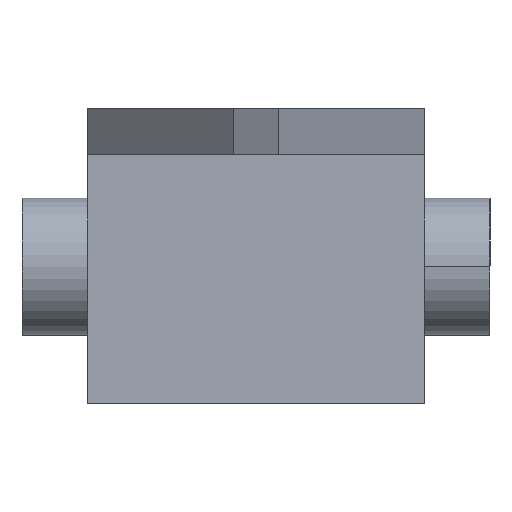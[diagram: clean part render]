
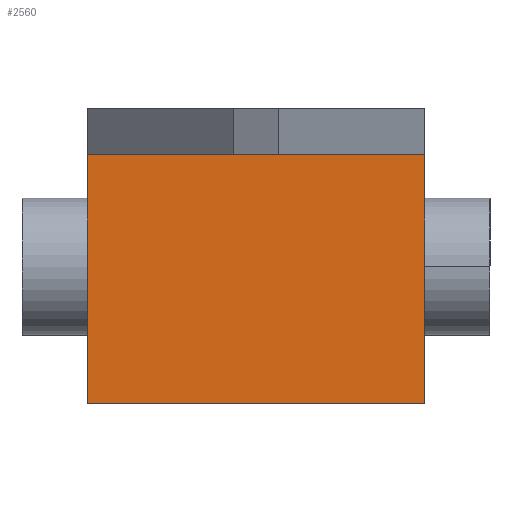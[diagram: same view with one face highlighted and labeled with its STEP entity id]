
A CAD part, left-side view. The second image highlights one B-rep face of the part: STEP entity #2560.
In plain terms, the highlighted planar face has unit normal (-1, 0, 0).
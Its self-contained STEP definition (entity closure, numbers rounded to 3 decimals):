
#53 = EDGE_LOOP ( 'NONE', ( #2419, #124, #907, #1810 ) ) ;
#124 = ORIENTED_EDGE ( 'NONE', *, *, #422, .F. ) ;
#142 = DIRECTION ( 'NONE',  ( 0., -1., 0. ) ) ;
#217 = PLANE ( 'NONE',  #2153 ) ;
#234 = CARTESIAN_POINT ( 'NONE',  ( 0., 0., 10.7 ) ) ;
#257 = LINE ( 'NONE', #2021, #2479 ) ;
#335 = EDGE_CURVE ( 'NONE', #1592, #798, #1797, .T. ) ;
#375 = FACE_OUTER_BOUND ( 'NONE', #53, .T. ) ;
#417 = DIRECTION ( 'NONE',  ( 0., -1., 0. ) ) ;
#422 = EDGE_CURVE ( 'NONE', #747, #2135, #1995, .T. ) ;
#438 = DIRECTION ( 'NONE',  ( 0., 0., 1. ) ) ;
#747 = VERTEX_POINT ( 'NONE', #2447 ) ;
#798 = VERTEX_POINT ( 'NONE', #1013 ) ;
#843 = DIRECTION ( 'NONE',  ( 0., -1., 0. ) ) ;
#907 = ORIENTED_EDGE ( 'NONE', *, *, #1155, .T. ) ;
#1013 = CARTESIAN_POINT ( 'NONE',  ( 0., -14.8, 0. ) ) ;
#1015 = CARTESIAN_POINT ( 'NONE',  ( 0., -14.8, 10.7 ) ) ;
#1155 = EDGE_CURVE ( 'NONE', #747, #798, #257, .T. ) ;
#1343 = EDGE_CURVE ( 'NONE', #2135, #1592, #1945, .T. ) ;
#1357 = VECTOR ( 'NONE', #438, 1000. ) ;
#1592 = VERTEX_POINT ( 'NONE', #2335 ) ;
#1652 = DIRECTION ( 'NONE',  ( 1., 0., 0. ) ) ;
#1658 = CARTESIAN_POINT ( 'NONE',  ( 0., 0., 21.8 ) ) ;
#1746 = CARTESIAN_POINT ( 'NONE',  ( 0., 14.8, 21.8 ) ) ;
#1797 = LINE ( 'NONE', #1015, #2020 ) ;
#1810 = ORIENTED_EDGE ( 'NONE', *, *, #335, .F. ) ;
#1945 = LINE ( 'NONE', #1658, #2065 ) ;
#1995 = LINE ( 'NONE', #2438, #1357 ) ;
#2020 = VECTOR ( 'NONE', #2061, 1000. ) ;
#2021 = CARTESIAN_POINT ( 'NONE',  ( 0., 16.026, 0. ) ) ;
#2061 = DIRECTION ( 'NONE',  ( 0., 0., -1. ) ) ;
#2065 = VECTOR ( 'NONE', #417, 1000. ) ;
#2135 = VERTEX_POINT ( 'NONE', #1746 ) ;
#2153 = AXIS2_PLACEMENT_3D ( 'NONE', #234, #1652, #843 ) ;
#2335 = CARTESIAN_POINT ( 'NONE',  ( 0., -14.8, 21.8 ) ) ;
#2419 = ORIENTED_EDGE ( 'NONE', *, *, #1343, .F. ) ;
#2438 = CARTESIAN_POINT ( 'NONE',  ( 0., 14.8, 10.7 ) ) ;
#2447 = CARTESIAN_POINT ( 'NONE',  ( 0., 14.8, 0. ) ) ;
#2479 = VECTOR ( 'NONE', #142, 1000. ) ;
#2560 = ADVANCED_FACE ( 'NONE', ( #375 ), #217, .F. ) ;
